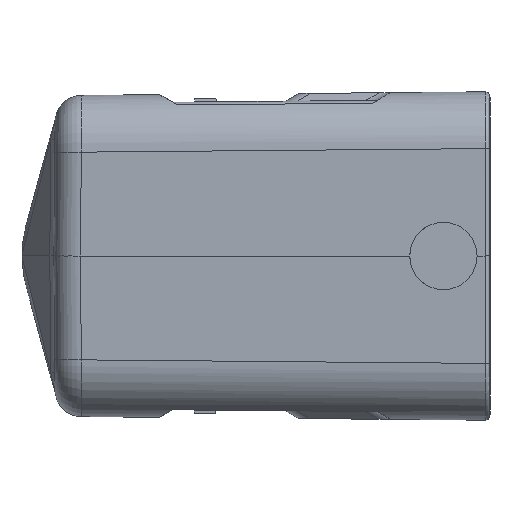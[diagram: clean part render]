
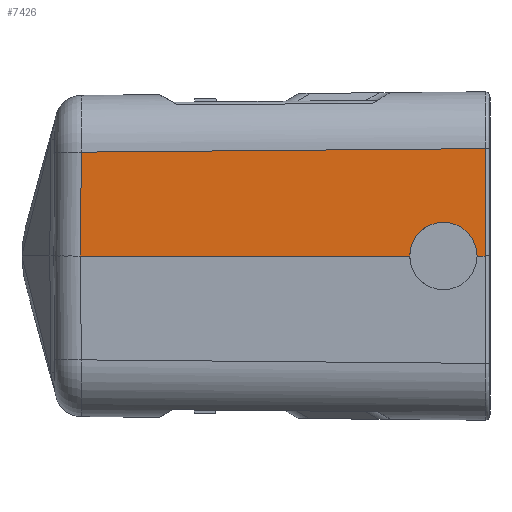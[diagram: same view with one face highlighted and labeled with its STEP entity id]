
A CAD part, left-side view. The second image highlights one B-rep face of the part: STEP entity #7426.
In plain terms, the highlighted planar face has unit normal (-1, 0.009, 0.009).
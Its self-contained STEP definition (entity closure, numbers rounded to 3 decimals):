
#675=DIRECTION('',(0.009,0.,1.));
#676=VECTOR('',#675,14.062);
#677=CARTESIAN_POINT('',(-36.496,70.504,
0.));
#678=LINE('',#677,#676);
#687=CARTESIAN_POINT('',(-36.486,71.6,0.));
#688=CARTESIAN_POINT('',(-36.483,71.6,0.335));
#689=CARTESIAN_POINT('',(-36.477,71.674,0.985));
#690=CARTESIAN_POINT('',(-36.466,72.002,1.926));
#691=CARTESIAN_POINT('',(-36.454,72.531,2.766));
#692=CARTESIAN_POINT('',(-36.442,73.234,3.469));
#693=CARTESIAN_POINT('',(-36.43,74.075,3.998));
#694=CARTESIAN_POINT('',(-36.418,75.013,4.326));
#695=CARTESIAN_POINT('',(-36.409,76.,4.437));
#696=CARTESIAN_POINT('',(-36.401,76.988,4.326));
#697=CARTESIAN_POINT('',(-36.396,77.925,3.998));
#698=CARTESIAN_POINT('',(-36.393,78.767,3.469));
#699=CARTESIAN_POINT('',(-36.393,79.469,2.766));
#700=CARTESIAN_POINT('',(-36.396,79.998,1.926));
#701=CARTESIAN_POINT('',(-36.401,80.326,0.985));
#702=CARTESIAN_POINT('',(-36.406,80.4,0.335));
#703=CARTESIAN_POINT('',(-36.409,80.4,
0.));
#705=DIRECTION('',(0.009,1.,0.));
#706=VECTOR('',#705,43.132);
#707=CARTESIAN_POINT('',(-36.409,80.4,
0.));
#708=LINE('',#707,#706);
#709=DIRECTION('',(0.009,-0.009,1.));
#710=VECTOR('',#709,13.601);
#711=CARTESIAN_POINT('',(-36.033,123.531,
0.));
#712=LINE('',#711,#710);
#713=DIRECTION('',(-0.009,-1.,0.009));
#714=VECTOR('',#713,52.912);
#715=CARTESIAN_POINT('',(-35.915,123.412,13.6));
#716=LINE('',#715,#714);
#717=CARTESIAN_POINT('',(-36.496,70.504,
0.));
#718=CARTESIAN_POINT('',(-36.494,70.672,
0.));
#719=CARTESIAN_POINT('',(-36.493,70.841,
-0.001));
#720=CARTESIAN_POINT('',(-36.491,71.009,
-0.001));
#722=DIRECTION('',(0.009,1.,0.001));
#723=VECTOR('',#722,0.591);
#724=CARTESIAN_POINT('',(-36.491,71.009,
-0.001));
#725=LINE('',#724,#723);
#1035=CARTESIAN_POINT('',(-36.373,70.504,14.061));
#6142=VERTEX_POINT('',#1035);
#6143=CARTESIAN_POINT('',(-35.915,123.412,13.6));
#6144=VERTEX_POINT('',#6143);
#6187=CARTESIAN_POINT('',(-36.496,70.504,
0.));
#6188=VERTEX_POINT('',#6187);
#6189=VERTEX_POINT('',#720);
#6190=CARTESIAN_POINT('',(-36.033,123.531,
0.));
#6191=VERTEX_POINT('',#6190);
#6650=VERTEX_POINT('',#687);
#6651=VERTEX_POINT('',#703);
#7406=CARTESIAN_POINT('',(-36.302,70.,22.725));
#7407=DIRECTION('',(-1.,0.009,0.009));
#7408=DIRECTION('',(-0.009,0.,-1.));
#7409=AXIS2_PLACEMENT_3D('',#7406,#7407,#7408);
#7410=PLANE('',#7409);
#7412=ORIENTED_EDGE('',*,*,#7411,.T.);
#7414=ORIENTED_EDGE('',*,*,#7413,.T.);
#7416=ORIENTED_EDGE('',*,*,#7415,.T.);
#7418=ORIENTED_EDGE('',*,*,#7417,.T.);
#7419=ORIENTED_EDGE('',*,*,#7396,.F.);
#7421=ORIENTED_EDGE('',*,*,#7420,.T.);
#7423=ORIENTED_EDGE('',*,*,#7422,.T.);
#7424=EDGE_LOOP('',(#7412,#7414,#7416,#7418,#7419,#7421,#7423));
#7425=FACE_OUTER_BOUND('',#7424,.F.);
#704=B_SPLINE_CURVE_WITH_KNOTS('',3,(#687,#688,#689,#690,#691,#692,#693,#694,
#695,#696,#697,#698,#699,#700,#701,#702,#703),.UNSPECIFIED.,.F.,.F.,(4,1,1,1,1,
1,1,1,1,1,1,1,1,1,4),(0.,0.071,0.143,
0.214,0.286,0.357,0.429,0.5,
0.571,0.643,0.714,0.786,
0.857,0.929,1.),.UNSPECIFIED.);
#721=B_SPLINE_CURVE_WITH_KNOTS('',3,(#717,#718,#719,#720),.UNSPECIFIED.,.F.,.F.,
(4,4),(0.,1.),.UNSPECIFIED.);
#7396=EDGE_CURVE('',#6188,#6142,#678,.T.);
#7411=EDGE_CURVE('',#6650,#6651,#704,.T.);
#7413=EDGE_CURVE('',#6651,#6191,#708,.T.);
#7415=EDGE_CURVE('',#6191,#6144,#712,.T.);
#7417=EDGE_CURVE('',#6144,#6142,#716,.T.);
#7420=EDGE_CURVE('',#6188,#6189,#721,.T.);
#7422=EDGE_CURVE('',#6189,#6650,#725,.T.);
#7426=ADVANCED_FACE('',(#7425),#7410,.T.);
